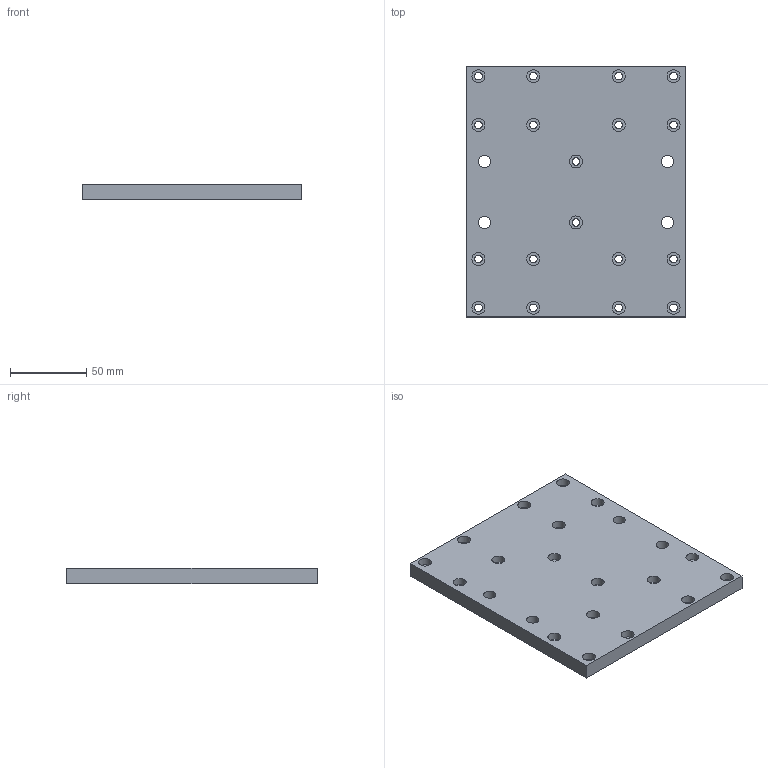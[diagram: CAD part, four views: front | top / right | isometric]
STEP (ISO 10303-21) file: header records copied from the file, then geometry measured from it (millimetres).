
FILE_DESCRIPTION(/* description */ (''),/* implementation_level */ '2;1');
FILE_NAME(/* name */ 'Support broche cnc.stp',/* time_stamp */ '2022-01-19T13:00:06+01:00',/* author */ ('boby'),/* organization */ (''),/* preprocessor_version */ 'ST-DEVELOPER v16.5',/* originating_system */ 'Autodesk Inventor 2017',/* authorisation */ '');
FILE_SCHEMA (('AUTOMOTIVE_DESIGN { 1 0 10303 214 3 1 1 }'));
Length unit declared in the file: millimetre
Products named in the file (1): Support broche cnc
Bounding box: 144 x 164 x 10 mm (x, y, z)
Volume: 227275.2 mm3; surface area: 57105.4 mm2
Topology: 1 solids, 1 shells, 64 faces, 136 edges, 92 vertices
Faces by surface type: cylinder 40, plane 24
Full cylindrical faces by diameter (mm): 5 x18, 8 x4, 8.5 x18
Entity records: 1654 total; most frequent: DIRECTION 302, CARTESIAN_POINT 245, ORIENTED_EDGE 184, EDGE_LOOP 166, AXIS2_PLACEMENT_3D 145, FACE_BOUND 102, EDGE_CURVE 92, VERTEX_POINT 88
